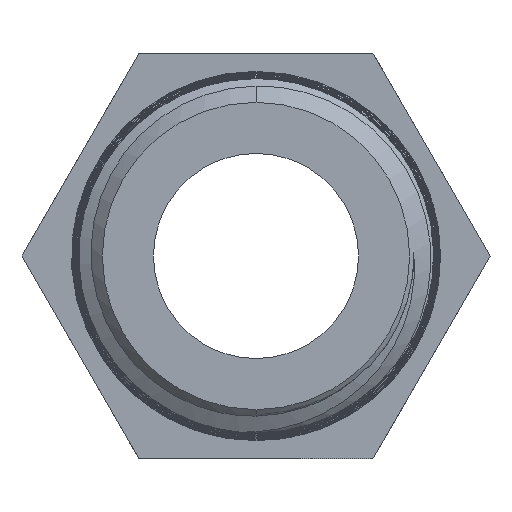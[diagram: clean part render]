
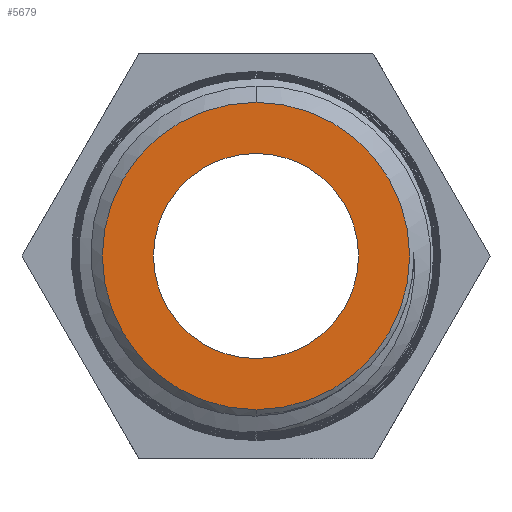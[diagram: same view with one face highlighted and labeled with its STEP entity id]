
A CAD part, left-side view. The second image highlights one B-rep face of the part: STEP entity #5679.
In plain terms, the highlighted planar face has unit normal (-1, 0, 0).
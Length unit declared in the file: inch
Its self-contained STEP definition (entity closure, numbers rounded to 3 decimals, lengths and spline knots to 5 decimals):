
#119 = VERTEX_POINT ( 'NONE', #5915 ) ;
#318 = EDGE_CURVE ( 'NONE', #1129, #10904, #13778, .T. ) ;
#320 = EDGE_LOOP ( 'NONE', ( #11378, #4646 ) ) ;
#664 = DIRECTION ( 'NONE',  ( 0., 0., 1. ) ) ;
#1129 = VERTEX_POINT ( 'NONE', #3379 ) ;
#1283 = DIRECTION ( 'NONE',  ( 0., 0., -1. ) ) ;
#2040 = CARTESIAN_POINT ( 'NONE',  ( -0.62, 0., 0. ) ) ;
#2340 = CARTESIAN_POINT ( 'NONE',  ( -0.62, -0.32209, 0. ) ) ;
#2635 = CARTESIAN_POINT ( 'NONE',  ( -0.62, 0., 0.28092 ) ) ;
#2950 = AXIS2_PLACEMENT_3D ( 'NONE', #5962, #10228, #664 ) ;
#3321 = CIRCLE ( 'NONE', #12919, 0.28092 ) ;
#3379 = CARTESIAN_POINT ( 'NONE',  ( -0.62, 0., -0.28092 ) ) ;
#3386 = FACE_BOUND ( 'NONE', #5295, .T. ) ;
#3784 = CARTESIAN_POINT ( 'NONE',  ( -0.62, 0., 0. ) ) ;
#4583 = AXIS2_PLACEMENT_3D ( 'NONE', #2340, #6607, #10871 ) ;
#4595 = CARTESIAN_POINT ( 'NONE',  ( -0.62, 0., 0.1875 ) ) ;
#4646 = ORIENTED_EDGE ( 'NONE', *, *, #9926, .F. ) ;
#4831 = EDGE_CURVE ( 'NONE', #8988, #119, #9282, .T. ) ;
#5045 = AXIS2_PLACEMENT_3D ( 'NONE', #3784, #8055, #12313 ) ;
#5295 = EDGE_LOOP ( 'NONE', ( #11037, #10009 ) ) ;
#5679 = ADVANCED_FACE ( 'NONE', ( #3386, #7656 ), #11915, .T. ) ;
#5915 = CARTESIAN_POINT ( 'NONE',  ( -0.62, 0., -0.1875 ) ) ;
#5962 = CARTESIAN_POINT ( 'NONE',  ( -0.62, 0., 0. ) ) ;
#6590 = CARTESIAN_POINT ( 'NONE',  ( -0.62, 0., 0. ) ) ;
#6607 = DIRECTION ( 'NONE',  ( -1., 0., 0. ) ) ;
#6846 = EDGE_CURVE ( 'NONE', #119, #8988, #7196, .T. ) ;
#7196 = CIRCLE ( 'NONE', #2950, 0.1875 ) ;
#7656 = FACE_OUTER_BOUND ( 'NONE', #320, .T. ) ;
#7754 = AXIS2_PLACEMENT_3D ( 'NONE', #2040, #8850, #13704 ) ;
#8055 = DIRECTION ( 'NONE',  ( -1., 0., 0. ) ) ;
#8850 = DIRECTION ( 'NONE',  ( 1., 0., 0. ) ) ;
#8988 = VERTEX_POINT ( 'NONE', #4595 ) ;
#9282 = CIRCLE ( 'NONE', #5045, 0.1875 ) ;
#9926 = EDGE_CURVE ( 'NONE', #10904, #1129, #3321, .T. ) ;
#10009 = ORIENTED_EDGE ( 'NONE', *, *, #6846, .F. ) ;
#10228 = DIRECTION ( 'NONE',  ( -1., 0., 0. ) ) ;
#10855 = DIRECTION ( 'NONE',  ( 1., 0., 0. ) ) ;
#10871 = DIRECTION ( 'NONE',  ( 0., 0., 1. ) ) ;
#10904 = VERTEX_POINT ( 'NONE', #2635 ) ;
#11037 = ORIENTED_EDGE ( 'NONE', *, *, #4831, .F. ) ;
#11378 = ORIENTED_EDGE ( 'NONE', *, *, #318, .F. ) ;
#11915 = PLANE ( 'NONE',  #4583 ) ;
#12313 = DIRECTION ( 'NONE',  ( 0., 0., 1. ) ) ;
#12919 = AXIS2_PLACEMENT_3D ( 'NONE', #6590, #10855, #1283 ) ;
#13704 = DIRECTION ( 'NONE',  ( 0., 0., -1. ) ) ;
#13778 = CIRCLE ( 'NONE', #7754, 0.28092 ) ;
